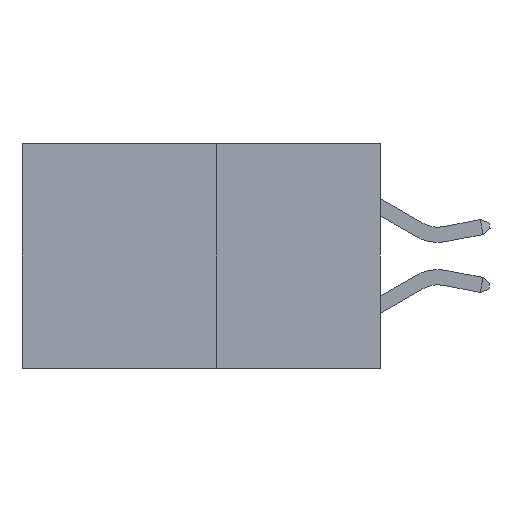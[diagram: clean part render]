
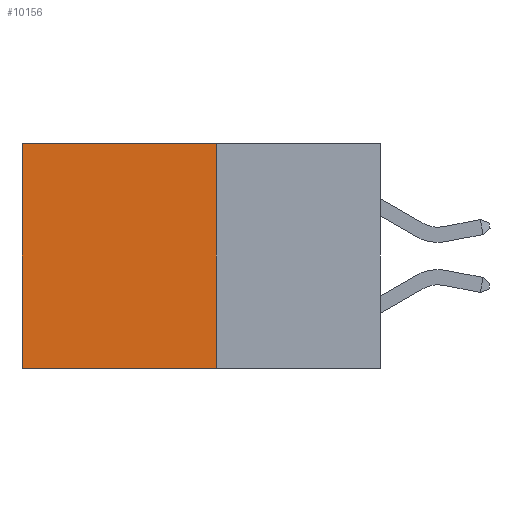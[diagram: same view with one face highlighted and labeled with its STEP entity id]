
A CAD part, left-side view. The second image highlights one B-rep face of the part: STEP entity #10156.
In plain terms, the highlighted planar face has unit normal (-1, 0, 0).
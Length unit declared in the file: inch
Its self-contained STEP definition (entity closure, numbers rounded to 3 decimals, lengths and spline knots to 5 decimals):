
#361 = EDGE_CURVE ( 'NONE', #3010, #12031, #12975, .T. ) ;
#603 = CARTESIAN_POINT ( 'NONE',  ( 0.277, 0.27, -0.37 ) ) ;
#1021 = CARTESIAN_POINT ( 'NONE',  ( 0.277, 0.59, 0. ) ) ;
#1600 = EDGE_LOOP ( 'NONE', ( #4712, #4282, #9138, #15021 ) ) ;
#2197 = CARTESIAN_POINT ( 'NONE',  ( 0.277, 0.59, -0.37 ) ) ;
#2768 = VECTOR ( 'NONE', #10660, 39.37008 ) ;
#2769 = CARTESIAN_POINT ( 'NONE',  ( 0.277, 0.27, -0.37 ) ) ;
#3010 = VERTEX_POINT ( 'NONE', #1021 ) ;
#3440 = EDGE_CURVE ( 'NONE', #13246, #12031, #6584, .T. ) ;
#3553 = VECTOR ( 'NONE', #13443, 39.37008 ) ;
#4282 = ORIENTED_EDGE ( 'NONE', *, *, #3440, .F. ) ;
#4547 = EDGE_CURVE ( 'NONE', #9517, #13246, #7183, .T. ) ;
#4712 = ORIENTED_EDGE ( 'NONE', *, *, #361, .T. ) ;
#6584 = LINE ( 'NONE', #2769, #16331 ) ;
#6587 = LINE ( 'NONE', #16827, #15953 ) ;
#7079 = CARTESIAN_POINT ( 'NONE',  ( 0.277, 0.27, 0. ) ) ;
#7183 = LINE ( 'NONE', #13058, #3553 ) ;
#7881 = CARTESIAN_POINT ( 'NONE',  ( 0.277, 0.59, -0.37 ) ) ;
#8274 = DIRECTION ( 'NONE',  ( 0., 0., -1. ) ) ;
#8373 = DIRECTION ( 'NONE',  ( 1., 0., 0. ) ) ;
#8523 = CARTESIAN_POINT ( 'NONE',  ( 0.277, 0.27, -0.37 ) ) ;
#8595 = PLANE ( 'NONE',  #16642 ) ;
#9138 = ORIENTED_EDGE ( 'NONE', *, *, #4547, .F. ) ;
#9517 = VERTEX_POINT ( 'NONE', #7079 ) ;
#10156 = ADVANCED_FACE ( 'NONE', ( #12641 ), #8595, .F. ) ;
#10660 = DIRECTION ( 'NONE',  ( 0., 0., -1. ) ) ;
#12031 = VERTEX_POINT ( 'NONE', #7881 ) ;
#12641 = FACE_OUTER_BOUND ( 'NONE', #1600, .T. ) ;
#12975 = LINE ( 'NONE', #2197, #2768 ) ;
#13058 = CARTESIAN_POINT ( 'NONE',  ( 0.277, 0.27, -0.37 ) ) ;
#13246 = VERTEX_POINT ( 'NONE', #603 ) ;
#13443 = DIRECTION ( 'NONE',  ( 0., 0., -1. ) ) ;
#13733 = DIRECTION ( 'NONE',  ( 0., 1., 0. ) ) ;
#15021 = ORIENTED_EDGE ( 'NONE', *, *, #15634, .T. ) ;
#15634 = EDGE_CURVE ( 'NONE', #9517, #3010, #6587, .T. ) ;
#15654 = DIRECTION ( 'NONE',  ( 0., 1., 0. ) ) ;
#15953 = VECTOR ( 'NONE', #15654, 39.37008 ) ;
#16331 = VECTOR ( 'NONE', #13733, 39.37008 ) ;
#16642 = AXIS2_PLACEMENT_3D ( 'NONE', #8523, #8373, #8274 ) ;
#16827 = CARTESIAN_POINT ( 'NONE',  ( 0.277, 0.27, 0. ) ) ;
